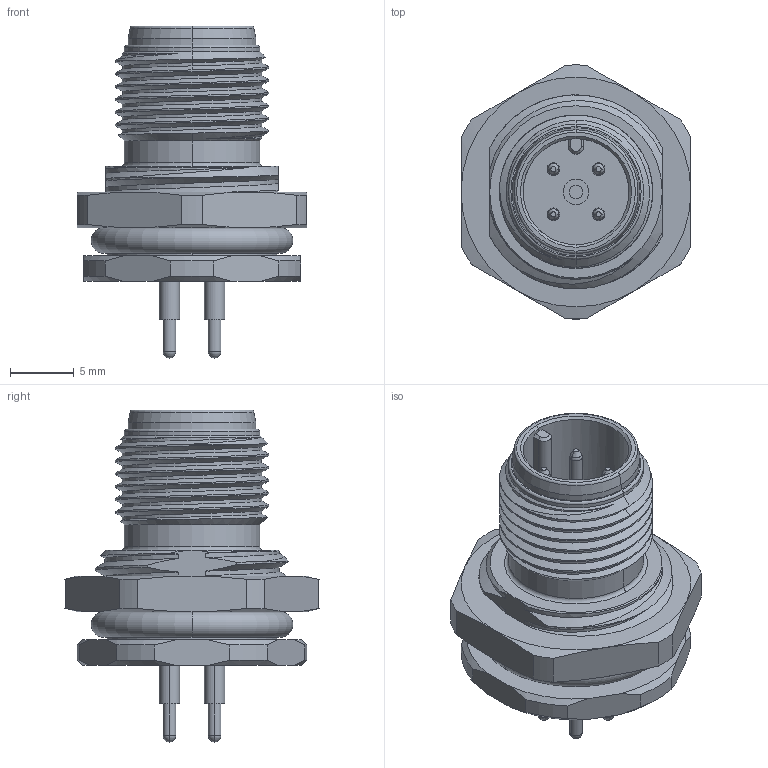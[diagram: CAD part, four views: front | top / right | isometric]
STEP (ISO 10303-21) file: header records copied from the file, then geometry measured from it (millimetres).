
FILE_DESCRIPTION((''),'2;1');
FILE_NAME('C-T4140012041-000','2021-01-12T09:22:32',('workeradm'),('TE Connectivity Ltd.'),'CREO PARAMETRIC BY PTC INC, 2019292','CREO PARAMETRIC BY PTC INC, 2019292','');
FILE_SCHEMA(('AUTOMOTIVE_DESIGN { 1 0 10303 214 1 1 1 1 }'));
Length unit declared in the file: millimetre
Products named in the file (1): C-T4140012041-000
Bounding box: 18 x 19.89 x 26 mm (x, y, z)
Volume: 2590.7 mm3; surface area: 2234.6 mm2
Topology: 1 solids, 1 shells, 189 faces, 448 edges, 274 vertices
Faces by surface type: cylinder 64, cone 43, plane 38, bspline 20, sphere 16, torus 8
Entity records: 12307 total; most frequent: CARTESIAN_POINT 6474, ORIENTED_EDGE 880, DIRECTION 851, PRESENTATION_STYLE_ASSIGNMENT 441, STYLED_ITEM 441, CURVE_STYLE 440, EDGE_CURVE 440, AXIS2_PLACEMENT_3D 361
